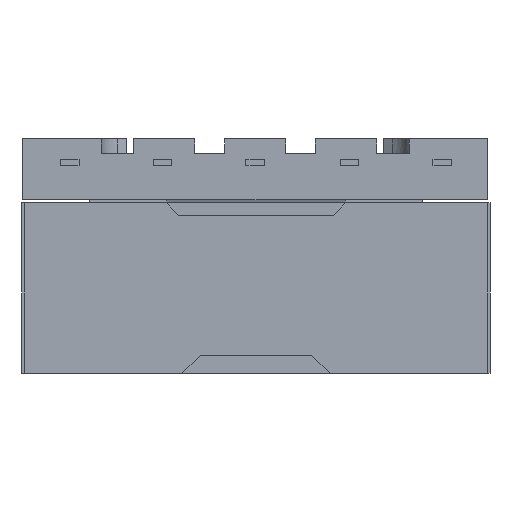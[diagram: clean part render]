
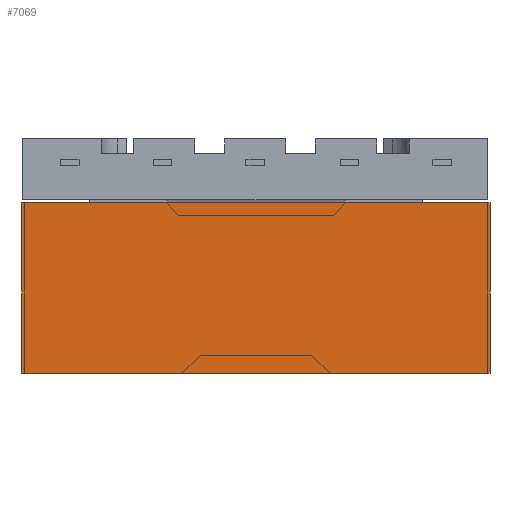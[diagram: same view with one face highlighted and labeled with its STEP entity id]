
A CAD part, front view. The second image highlights one B-rep face of the part: STEP entity #7069.
In plain terms, the highlighted free-form (B-spline) face has degree [1, 1] with [2, 2] control points.
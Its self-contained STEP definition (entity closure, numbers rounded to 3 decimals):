
#6984 = VERTEX_POINT('',#6985);
#6985 = CARTESIAN_POINT('',(18.928,-18.778,
    -8.924));
#6998 = VERTEX_POINT('',#6999);
#6999 = CARTESIAN_POINT('',(18.928,-18.778,4.874
    ));
#7004 = EDGE_CURVE('',#6998,#6984,#7005,.T.);
#7005 = B_SPLINE_CURVE_WITH_KNOTS('',1,(#7006,#7007),.UNSPECIFIED.,.F.,
  .F.,(2,2),(0.,9.2),.PIECEWISE_BEZIER_KNOTS.);
#7006 = CARTESIAN_POINT('',(18.928,-18.778,4.874
    ));
#7007 = CARTESIAN_POINT('',(18.928,-18.778,
    -8.924));
#7046 = VERTEX_POINT('',#7047);
#7047 = CARTESIAN_POINT('',(-18.928,-18.778,
    -8.924));
#7052 = EDGE_CURVE('',#7053,#7046,#7055,.T.);
#7053 = VERTEX_POINT('',#7054);
#7054 = CARTESIAN_POINT('',(-18.928,-18.778,
    4.874));
#7055 = B_SPLINE_CURVE_WITH_KNOTS('',1,(#7056,#7057),.UNSPECIFIED.,.F.,
  .F.,(2,2),(0.,9.2),.PIECEWISE_BEZIER_KNOTS.);
#7056 = CARTESIAN_POINT('',(-18.928,-18.778,
    4.874));
#7057 = CARTESIAN_POINT('',(-18.928,-18.778,
    -8.924));
#7069 = ADVANCED_FACE('',(#7070),#7084,.T.);
#7070 = FACE_BOUND('',#7071,.T.);
#7071 = EDGE_LOOP('',(#7072,#7077,#7078,#7083));
#7072 = ORIENTED_EDGE('',*,*,#7073,.F.);
#7073 = EDGE_CURVE('',#6984,#7046,#7074,.T.);
#7074 = B_SPLINE_CURVE_WITH_KNOTS('',1,(#7075,#7076),.UNSPECIFIED.,.F.,
  .F.,(2,2),(-0.12,25.12),.PIECEWISE_BEZIER_KNOTS.);
#7075 = CARTESIAN_POINT('',(18.928,-18.778,
    -8.924));
#7076 = CARTESIAN_POINT('',(-18.928,-18.778,
    -8.924));
#7077 = ORIENTED_EDGE('',*,*,#7004,.F.);
#7078 = ORIENTED_EDGE('',*,*,#7079,.T.);
#7079 = EDGE_CURVE('',#6998,#7053,#7080,.T.);
#7080 = B_SPLINE_CURVE_WITH_KNOTS('',1,(#7081,#7082),.UNSPECIFIED.,.F.,
  .F.,(2,2),(-0.12,25.12),.PIECEWISE_BEZIER_KNOTS.);
#7081 = CARTESIAN_POINT('',(18.928,-18.778,4.874
    ));
#7082 = CARTESIAN_POINT('',(-18.928,-18.778,
    4.874));
#7083 = ORIENTED_EDGE('',*,*,#7052,.T.);
#7084 = B_SPLINE_SURFACE_WITH_KNOTS('',1,1,(
    (#7085,#7086)
    ,(#7087,#7088
    )),.UNSPECIFIED.,.F.,.F.,.F.,(2,2),(2,2),(0.,9.2),(-25.12,0.12),
  .PIECEWISE_BEZIER_KNOTS.);
#7085 = CARTESIAN_POINT('',(-18.928,-18.778,
    4.874));
#7086 = CARTESIAN_POINT('',(18.928,-18.778,4.874
    ));
#7087 = CARTESIAN_POINT('',(-18.928,-18.778,
    -8.924));
#7088 = CARTESIAN_POINT('',(18.928,-18.778,
    -8.924));
